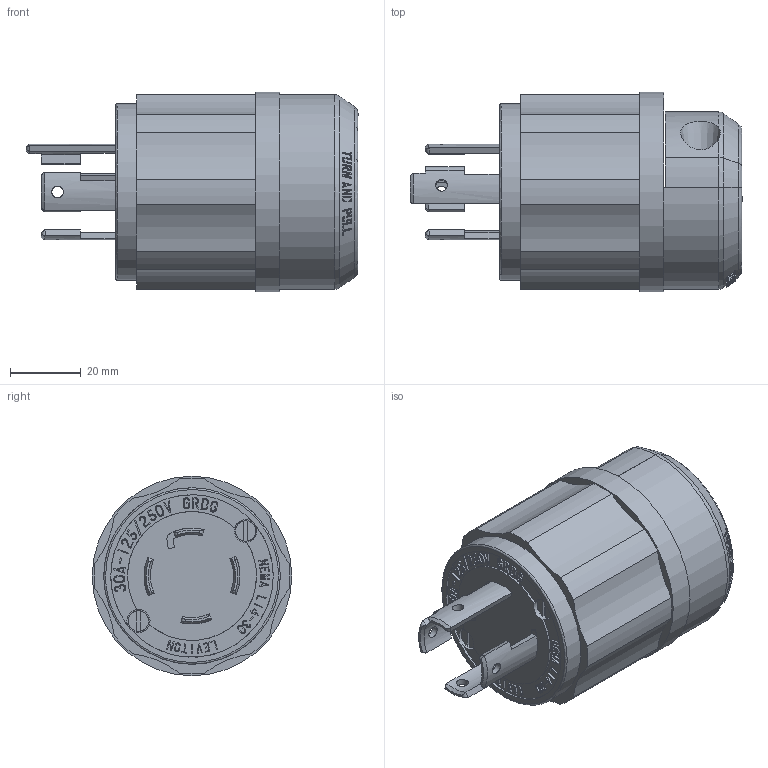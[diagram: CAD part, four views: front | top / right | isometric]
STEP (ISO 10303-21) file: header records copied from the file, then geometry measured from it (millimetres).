
FILE_DESCRIPTION (( 'STEP AP214' ), '1' );
FILE_NAME ('CATSTD-02711-000-M01.STEP', '2020-07-20T18:25:59', ( '' ), ( '' ), 'SwSTEP 2.0', 'SolidWorks 2017', '' );
FILE_SCHEMA (( 'AUTOMOTIVE_DESIGN' ));
Length unit declared in the file: millimetre
Products named in the file (2): CATSTD-02711-000-M01
Bounding box: 94.08 x 56.52 x 56.52 mm (x, y, z)
Volume: 145749.8 mm3; surface area: 24607.6 mm2
Topology: 1 solids, 1 shells, 1133 faces, 3264 edges, 2229 vertices
Faces by surface type: plane 908, cylinder 175, cone 34, bspline 16
Full cylindrical faces by diameter (mm): 3.302 x4, 5.74 x1, 5.791 x1, 6.35 x1, 6.602 x1, 49.987 x1, 56.515 x1
Entity records: 50595 total; most frequent: CARTESIAN_POINT 14307, ORIENTED_EDGE 6496, DIRECTION 4699, EDGE_CURVE 3248, VERTEX_POINT 2228, LINE 1997, VECTOR 1997, AXIS2_PLACEMENT_3D 1351
